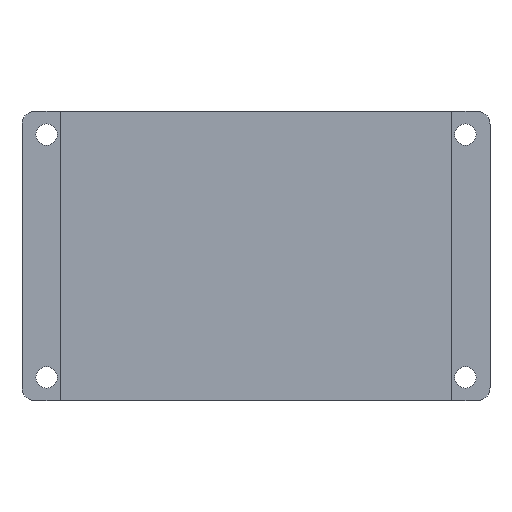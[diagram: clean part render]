
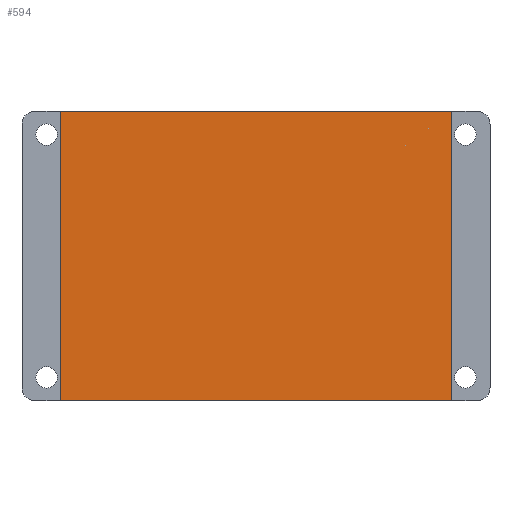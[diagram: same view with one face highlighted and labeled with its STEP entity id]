
A CAD part, front view. The second image highlights one B-rep face of the part: STEP entity #594.
In plain terms, the highlighted planar face has unit normal (0, -1, 0).
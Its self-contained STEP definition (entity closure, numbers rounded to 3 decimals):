
#344 = VERTEX_POINT('',#345);
#345 = CARTESIAN_POINT('',(-23.368,-4.064,-17.272));
#351 = EDGE_CURVE('',#344,#352,#354,.T.);
#352 = VERTEX_POINT('',#353);
#353 = CARTESIAN_POINT('',(-23.368,-4.064,17.272));
#354 = LINE('',#355,#356);
#355 = CARTESIAN_POINT('',(-23.368,-4.064,-17.272));
#356 = VECTOR('',#357,1.);
#357 = DIRECTION('',(0.,0.,1.));
#551 = EDGE_CURVE('',#352,#552,#554,.T.);
#552 = VERTEX_POINT('',#553);
#553 = CARTESIAN_POINT('',(23.368,-4.064,17.272));
#554 = LINE('',#555,#556);
#555 = CARTESIAN_POINT('',(-23.368,-4.064,17.272));
#556 = VECTOR('',#557,1.);
#557 = DIRECTION('',(1.,0.,0.));
#575 = VERTEX_POINT('',#576);
#576 = CARTESIAN_POINT('',(23.368,-4.064,-17.272));
#582 = EDGE_CURVE('',#575,#344,#583,.T.);
#583 = LINE('',#584,#585);
#584 = CARTESIAN_POINT('',(23.368,-4.064,-17.272));
#585 = VECTOR('',#586,1.);
#586 = DIRECTION('',(-1.,0.,0.));
#594 = ADVANCED_FACE('',(#595),#606,.F.);
#595 = FACE_BOUND('',#596,.F.);
#596 = EDGE_LOOP('',(#597,#598,#599,#605));
#597 = ORIENTED_EDGE('',*,*,#351,.T.);
#598 = ORIENTED_EDGE('',*,*,#551,.T.);
#599 = ORIENTED_EDGE('',*,*,#600,.T.);
#600 = EDGE_CURVE('',#552,#575,#601,.T.);
#601 = LINE('',#602,#603);
#602 = CARTESIAN_POINT('',(23.368,-4.064,17.272));
#603 = VECTOR('',#604,1.);
#604 = DIRECTION('',(0.,0.,-1.));
#605 = ORIENTED_EDGE('',*,*,#582,.T.);
#606 = PLANE('',#607);
#607 = AXIS2_PLACEMENT_3D('',#608,#609,#610);
#608 = CARTESIAN_POINT('',(0.,-4.064,0.));
#609 = DIRECTION('',(0.,1.,0.));
#610 = DIRECTION('',(0.,0.,1.));
